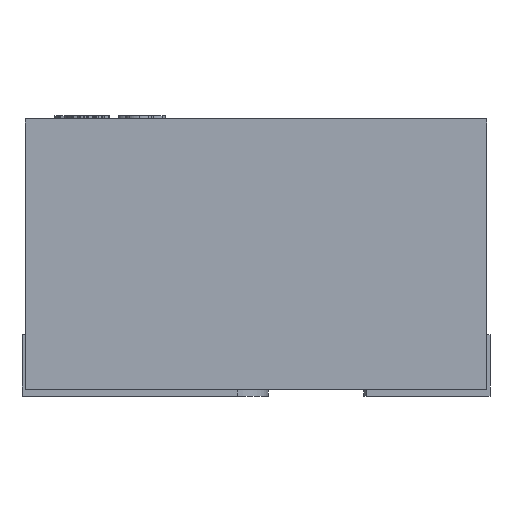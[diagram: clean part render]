
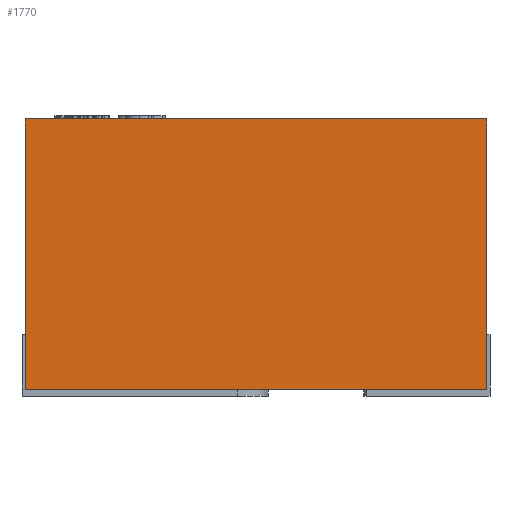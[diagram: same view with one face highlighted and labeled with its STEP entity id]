
A CAD part, left-side view. The second image highlights one B-rep face of the part: STEP entity #1770.
In plain terms, the highlighted planar face has unit normal (-1, 0, 0).
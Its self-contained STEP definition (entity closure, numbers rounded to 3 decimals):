
#6 = CARTESIAN_POINT ( 'NONE',  ( -0.75, 0.75, 0.88 ) ) ;
#155 = DIRECTION ( 'NONE',  ( 0., 0., -1. ) ) ;
#1342 = VERTEX_POINT ( 'NONE', #5323 ) ;
#1770 = ADVANCED_FACE ( 'NONE', ( #11417 ), #5424, .F. ) ;
#2045 = CARTESIAN_POINT ( 'NONE',  ( -0.75, 0.75, 0. ) ) ;
#2115 = CARTESIAN_POINT ( 'NONE',  ( -0.75, -0.75, 0.88 ) ) ;
#2655 = CARTESIAN_POINT ( 'NONE',  ( -0.75, -0.75, 0. ) ) ;
#3190 = CARTESIAN_POINT ( 'NONE',  ( -0.75, 0.75, 0. ) ) ;
#4941 = LINE ( 'NONE', #2045, #5676 ) ;
#5323 = CARTESIAN_POINT ( 'NONE',  ( -0.75, -0.75, 0.88 ) ) ;
#5424 = PLANE ( 'NONE',  #11235 ) ;
#5505 = CARTESIAN_POINT ( 'NONE',  ( -0.75, 0.75, 0.88 ) ) ;
#5565 = VECTOR ( 'NONE', #5921, 1000. ) ;
#5676 = VECTOR ( 'NONE', #6119, 1000. ) ;
#5921 = DIRECTION ( 'NONE',  ( 0., 0., -1. ) ) ;
#6119 = DIRECTION ( 'NONE',  ( 0., -1., 0. ) ) ;
#6260 = LINE ( 'NONE', #2115, #12934 ) ;
#6638 = VECTOR ( 'NONE', #6839, 1000. ) ;
#6839 = DIRECTION ( 'NONE',  ( 0., -1., 0. ) ) ;
#6878 = VERTEX_POINT ( 'NONE', #3190 ) ;
#7091 = EDGE_CURVE ( 'NONE', #6878, #9279, #4941, .T. ) ;
#8253 = ORIENTED_EDGE ( 'NONE', *, *, #7091, .T. ) ;
#8810 = ORIENTED_EDGE ( 'NONE', *, *, #11096, .T. ) ;
#8856 = EDGE_CURVE ( 'NONE', #9102, #1342, #9918, .T. ) ;
#8907 = EDGE_LOOP ( 'NONE', ( #8253, #12711, #12072, #8810 ) ) ;
#9016 = LINE ( 'NONE', #6, #5565 ) ;
#9102 = VERTEX_POINT ( 'NONE', #5505 ) ;
#9279 = VERTEX_POINT ( 'NONE', #2655 ) ;
#9918 = LINE ( 'NONE', #12129, #6638 ) ;
#11096 = EDGE_CURVE ( 'NONE', #9102, #6878, #9016, .T. ) ;
#11235 = AXIS2_PLACEMENT_3D ( 'NONE', #12808, #11545, #12009 ) ;
#11417 = FACE_OUTER_BOUND ( 'NONE', #8907, .T. ) ;
#11545 = DIRECTION ( 'NONE',  ( 1., 0., 0. ) ) ;
#12009 = DIRECTION ( 'NONE',  ( 0., 1., 0. ) ) ;
#12072 = ORIENTED_EDGE ( 'NONE', *, *, #8856, .F. ) ;
#12129 = CARTESIAN_POINT ( 'NONE',  ( -0.75, 0.75, 0.88 ) ) ;
#12711 = ORIENTED_EDGE ( 'NONE', *, *, #12943, .F. ) ;
#12808 = CARTESIAN_POINT ( 'NONE',  ( -0.75, 0.75, 0.88 ) ) ;
#12934 = VECTOR ( 'NONE', #155, 1000. ) ;
#12943 = EDGE_CURVE ( 'NONE', #1342, #9279, #6260, .T. ) ;
